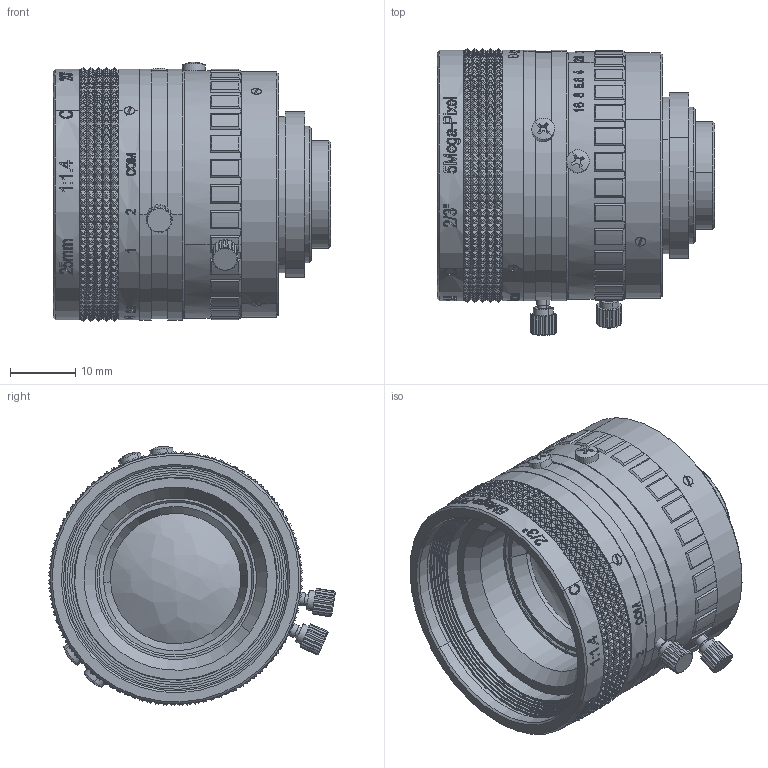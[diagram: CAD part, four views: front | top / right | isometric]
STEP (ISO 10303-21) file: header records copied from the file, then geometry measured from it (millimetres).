
FILE_DESCRIPTION (( 'STEP AP203' ), '1' );
FILE_NAME ('VA-LCM-2MP-25MM-F1.4-015-SWIR.STEP', '2022-03-18T02:51:36', ( '微软用户' ), ( '微软中国' ), 'SwSTEP 2.0', 'SolidWorks 2014', '' );
FILE_SCHEMA (( 'CONFIG_CONTROL_DESIGN' ));
Products named in the file (1): VA-LCM-2MP-25MM-F1.4-015-SWIR
Bounding box: 42.65 x 44.02 x 39.8 mm (x, y, z)
Surface area: 11557.3 mm2 (no closed solid volume)
Topology: 0 solids, 32 shells, 2818 faces, 10866 edges, 7035 vertices
Faces by surface type: plane 2272, bspline 246, cylinder 195, cone 105
Entity records: 145974 total; most frequent: CARTESIAN_POINT 67446, ORIENTED_EDGE 16770, DIRECTION 12999, EDGE_CURVE 10866, VERTEX_POINT 7035, B_SPLINE_CURVE_WITH_KNOTS 5044, AXIS2_PLACEMENT_3D 4604, VECTOR 3791
